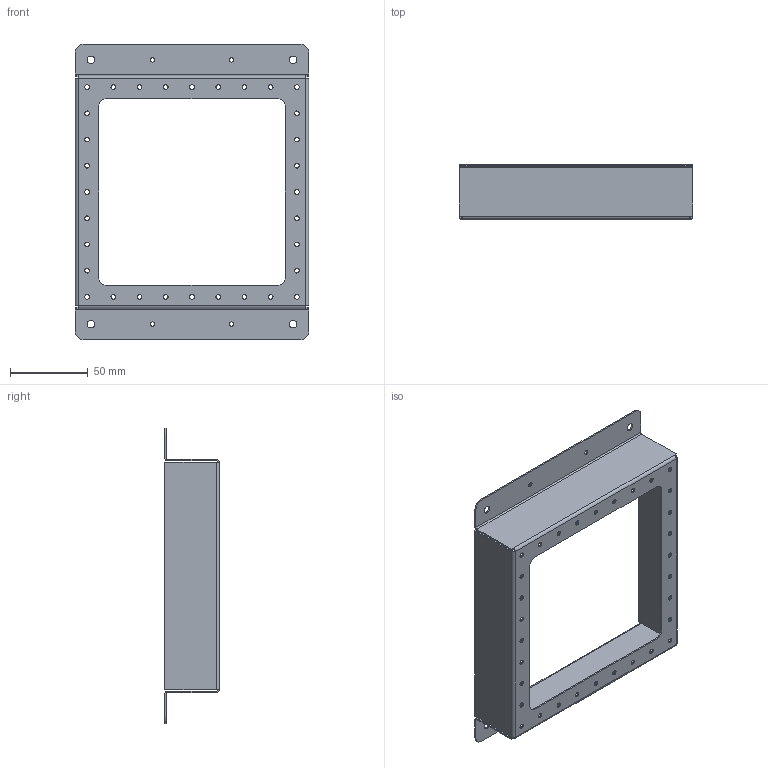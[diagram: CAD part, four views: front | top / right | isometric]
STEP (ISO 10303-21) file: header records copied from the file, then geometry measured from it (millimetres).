
FILE_DESCRIPTION(/* description */ (''),/* implementation_level */ '2;1');
FILE_NAME(/* name */ 'reservoir.stp',/* time_stamp */ '2016-10-16T16:17:02-07:00',/* author */ ('cruiser'),/* organization */ (''),/* preprocessor_version */ 'ST-DEVELOPER v15.2',/* originating_system */ 'Autodesk Inventor 2014',/* authorisation */ '');
FILE_SCHEMA (('AUTOMOTIVE_DESIGN { 1 0 10303 214 3 1 1 }'));
Length unit declared in the file: millimetre
Products named in the file (1): reservoir
Bounding box: 150 x 35 x 190 mm (x, y, z)
Volume: 30487.4 mm3; surface area: 68531.2 mm2
Topology: 1 solids, 1 shells, 110 faces, 276 edges, 168 vertices
Faces by surface type: cylinder 60, plane 50
Full cylindrical faces by diameter (mm): 2.845 x4, 3 x32, 5 x4
Entity records: 3264 total; most frequent: DIRECTION 578, CARTESIAN_POINT 515, ORIENTED_EDGE 472, EDGE_CURVE 236, EDGE_LOOP 232, AXIS2_PLACEMENT_3D 231, VERTEX_POINT 168, FACE_BOUND 126
